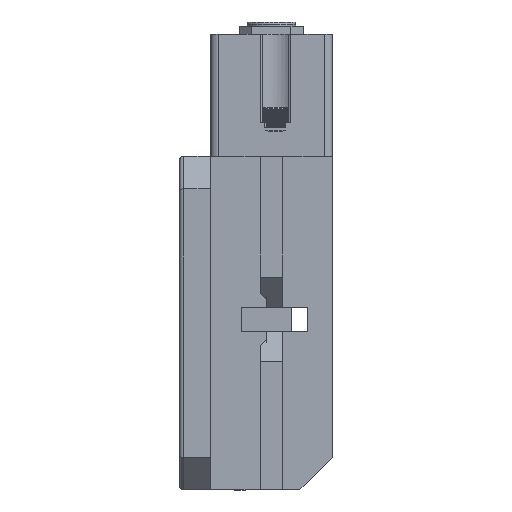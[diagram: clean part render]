
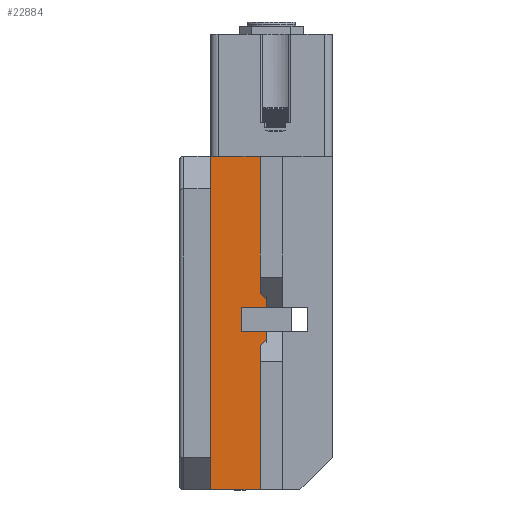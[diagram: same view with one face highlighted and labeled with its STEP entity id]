
A CAD part, front view. The second image highlights one B-rep face of the part: STEP entity #22884.
In plain terms, the highlighted face is planar.
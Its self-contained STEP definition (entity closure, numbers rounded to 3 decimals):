
#1548=PLANE('',#24617);
#2651=FACE_OUTER_BOUND('',#3989,.T.);
#3989=EDGE_LOOP('',(#18624,#18625,#18626,#18627,#18628,#18629,#18630,#18631));
#5980=LINE('',#36835,#8396);
#6014=LINE('',#36918,#8430);
#6020=LINE('',#36932,#8436);
#6027=LINE('',#36946,#8443);
#6032=LINE('',#36985,#8448);
#6033=LINE('',#36987,#8449);
#6034=LINE('',#36989,#8450);
#6035=LINE('',#36990,#8451);
#8396=VECTOR('',#28410,1000.);
#8430=VECTOR('',#28474,10.);
#8436=VECTOR('',#28484,10.);
#8443=VECTOR('',#28497,10.);
#8448=VECTOR('',#28510,1000.);
#8449=VECTOR('',#28511,1000.);
#8450=VECTOR('',#28512,1000.);
#8451=VECTOR('',#28513,1000.);
#11269=VERTEX_POINT('',#36832);
#11270=VERTEX_POINT('',#36834);
#11303=VERTEX_POINT('',#36915);
#11304=VERTEX_POINT('',#36917);
#11310=VERTEX_POINT('',#36931);
#11314=VERTEX_POINT('',#36945);
#11321=VERTEX_POINT('',#36986);
#11322=VERTEX_POINT('',#36988);
#13897=EDGE_CURVE('',#11269,#11270,#5980,.T.);
#13938=EDGE_CURVE('',#11304,#11303,#6014,.T.);
#13945=EDGE_CURVE('',#11310,#11304,#6020,.T.);
#13953=EDGE_CURVE('',#11314,#11310,#6027,.T.);
#13962=EDGE_CURVE('',#11303,#11270,#6032,.T.);
#13963=EDGE_CURVE('',#11321,#11269,#6033,.T.);
#13964=EDGE_CURVE('',#11322,#11321,#6034,.T.);
#13965=EDGE_CURVE('',#11322,#11314,#6035,.T.);
#18624=ORIENTED_EDGE('',*,*,#13953,.T.);
#18625=ORIENTED_EDGE('',*,*,#13945,.T.);
#18626=ORIENTED_EDGE('',*,*,#13938,.T.);
#18627=ORIENTED_EDGE('',*,*,#13962,.T.);
#18628=ORIENTED_EDGE('',*,*,#13897,.F.);
#18629=ORIENTED_EDGE('',*,*,#13963,.F.);
#18630=ORIENTED_EDGE('',*,*,#13964,.F.);
#18631=ORIENTED_EDGE('',*,*,#13965,.T.);
#22884=ADVANCED_FACE('',(#2651),#1548,.T.);
#24617=AXIS2_PLACEMENT_3D('',#36984,#28508,#28509);
#28410=DIRECTION('',(0.,-1.,0.));
#28474=DIRECTION('',(0.,-1.,0.));
#28484=DIRECTION('',(1.,0.,0.));
#28497=DIRECTION('',(0.,1.,0.));
#28508=DIRECTION('center_axis',(0.,0.,1.));
#28509=DIRECTION('ref_axis',(0.,-1.,0.));
#28510=DIRECTION('',(1.,0.,0.));
#28511=DIRECTION('',(1.,0.,0.));
#28512=DIRECTION('',(0.,1.,0.));
#28513=DIRECTION('',(1.,0.,0.));
#36832=CARTESIAN_POINT('',(41.,1.6,-9.6));
#36834=CARTESIAN_POINT('',(41.,-5.275,-9.6));
#36835=CARTESIAN_POINT('',(41.,1.6,-9.6));
#36915=CARTESIAN_POINT('',(22.45,-5.275,-9.6));
#36917=CARTESIAN_POINT('',(22.45,-2.275,-9.6));
#36918=CARTESIAN_POINT('',(22.45,-4.337,-9.6));
#36931=CARTESIAN_POINT('',(19.45,-2.275,-9.6));
#36932=CARTESIAN_POINT('',(11.225,-2.275,-9.6));
#36945=CARTESIAN_POINT('',(19.45,-5.275,-9.6));
#36946=CARTESIAN_POINT('',(19.45,-0.337,-9.6));
#36984=CARTESIAN_POINT('Origin',(0.,1.6,-9.6));
#36985=CARTESIAN_POINT('',(-1.904,-5.275,-9.6));
#36986=CARTESIAN_POINT('',(0.,1.6,-9.6));
#36987=CARTESIAN_POINT('',(0.,1.6,-9.6));
#36988=CARTESIAN_POINT('',(0.,-5.275,-9.6));
#36989=CARTESIAN_POINT('',(0.,1.6,-9.6));
#36990=CARTESIAN_POINT('',(-1.904,-5.275,-9.6));
